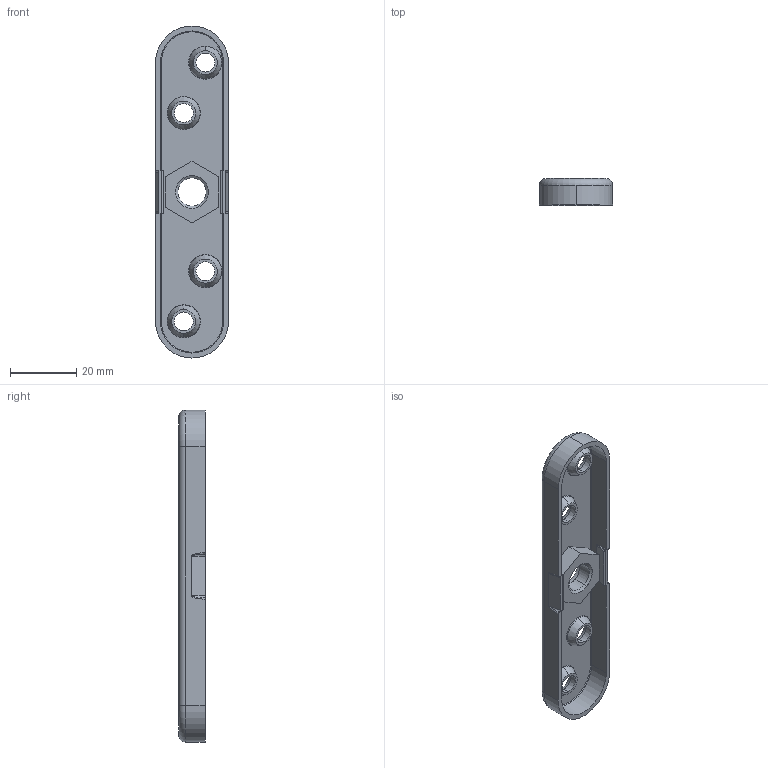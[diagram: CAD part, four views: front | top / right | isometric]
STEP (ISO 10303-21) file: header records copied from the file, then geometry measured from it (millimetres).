
FILE_DESCRIPTION (( 'STEP AP203' ), '1' );
FILE_NAME ('1.21.F00.STEP', '2019-05-28T07:04:42', ( '' ), ( '' ), 'SwSTEP 2.0', 'SolidWorks 2018', '' );
FILE_SCHEMA (( 'CONFIG_CONTROL_DESIGN' ));
Length unit declared in the file: millimetre
Products named in the file (1): 1.21.F00
Bounding box: 22 x 8 x 100 mm (x, y, z)
Volume: 5813 mm3; surface area: 8321.3 mm2
Topology: 6 solids, 6 shells, 119 faces, 286 edges, 174 vertices
Faces by surface type: cylinder 40, plane 29, cone 28, torus 14, bspline 8
Entity records: 4020 total; most frequent: CARTESIAN_POINT 1197, DIRECTION 581, ORIENTED_EDGE 572, EDGE_CURVE 286, AXIS2_PLACEMENT_3D 226, VERTEX_POINT 174, EDGE_LOOP 134, LINE 129
